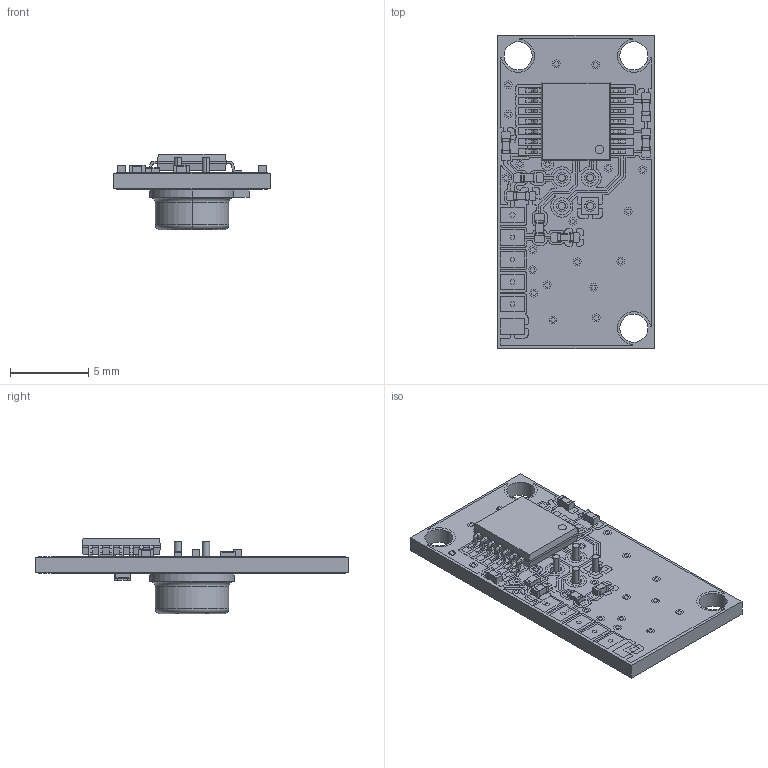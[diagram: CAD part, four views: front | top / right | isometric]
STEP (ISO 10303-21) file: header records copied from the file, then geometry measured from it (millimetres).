
FILE_DESCRIPTION(('FreeCAD Model'),'2;1');
FILE_NAME('Open CASCADE Shape Model','2021-09-12T18:56:58',('Author'),( ''),'Open CASCADE STEP processor 7.5','FreeCAD','Unknown');
FILE_SCHEMA(('AUTOMOTIVE_DESIGN { 1 0 10303 214 1 1 1 1 }'));
Length unit declared in the file: millimetre
Products named in the file (12): IR_TEMP_V1; Board_Geoms_380f; Pcb_380f; topTracks_380f; botTracks_380f; Step_Models_380f; Top_380f; IC1_PW14_613E6C6D; C1_C_0402_1005Metric_613EDDF6; R1_R_0402_1005Metric_613EDE7A; Bot_380f; U1_ZTP-135SR_613E6CD4
Assembly tree (18 placements, depth 4):
  IR_TEMP_V1
    Board_Geoms_380f
      Pcb_380f
      topTracks_380f
      botTracks_380f
    Step_Models_380f
      Top_380f
        IC1_PW14_613E6C6D
        C1_C_0402_1005Metric_613EDDF6  x5
        R1_R_0402_1005Metric_613EDE7A  x2
      Bot_380f
        U1_ZTP-135SR_613E6CD4
        C1_C_0402_1005Metric_613EDDF6
        R1_R_0402_1005Metric_613EDE7A
Bounding box: 10 x 20 x 4.8 mm (x, y, z)
Volume: 265.5 mm3; surface area: 971.3 mm2
Topology: 27 solids, 155 shells, 634 faces, 6987 edges, 9818 vertices
Faces by surface type: plane 452, cylinder 178, torus 4
Full cylindrical faces by diameter (mm): 0.7 x4, 1.8 x3
Entity records: 65985 total; most frequent: CARTESIAN_POINT 16442, DIRECTION 7865, ORIENTED_EDGE 6182, LINE 6039, VECTOR 6039, EDGE_CURVE 5403, VERTEX_POINT 5138, GEOMETRIC_CURVE_SET 1089
